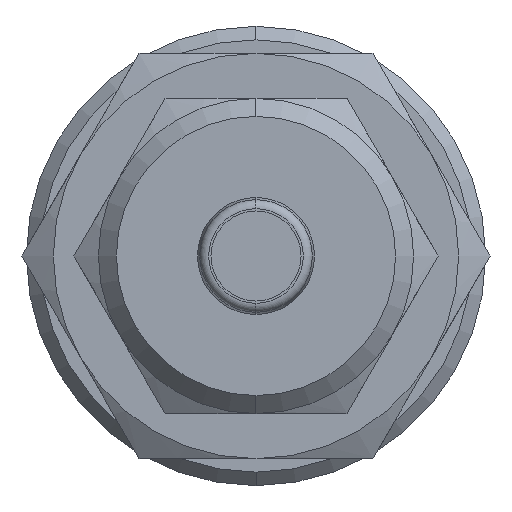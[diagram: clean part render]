
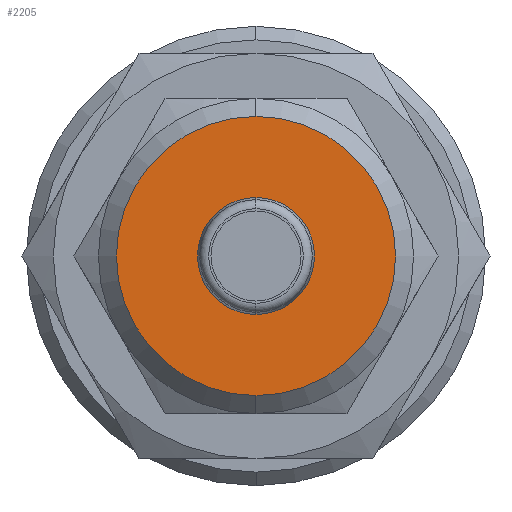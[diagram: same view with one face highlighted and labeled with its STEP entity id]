
A CAD part, front view. The second image highlights one B-rep face of the part: STEP entity #2205.
In plain terms, the highlighted planar face has unit normal (0, -1, 0).
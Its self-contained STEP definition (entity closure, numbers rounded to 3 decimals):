
#17 = CARTESIAN_POINT ( 'NONE',  ( 0., -15., 3.1 ) ) ;
#18 = CARTESIAN_POINT ( 'NONE',  ( 0., -15., -3.1 ) ) ;
#27 = CARTESIAN_POINT ( 'NONE',  ( 0., -15., 1.298 ) ) ;
#28 = CARTESIAN_POINT ( 'NONE',  ( 0., -15., -1.298 ) ) ;
#194 = PLANE ( 'NONE',  #2019 ) ;
#195 = CARTESIAN_POINT ( 'NONE',  ( -3.1, -15., 0. ) ) ;
#196 = DIRECTION ( 'NONE',  ( 0., -1., 0. ) ) ;
#197 = DIRECTION ( 'NONE',  ( 0., 0., 1. ) ) ;
#663 = EDGE_LOOP ( 'NONE', ( #1440, #1441 ) ) ;
#664 = EDGE_LOOP ( 'NONE', ( #1438, #1439 ) ) ;
#999 = CARTESIAN_POINT ( 'NONE',  ( 0., -15., 0. ) ) ;
#1000 = DIRECTION ( 'NONE',  ( 0., 1., 0. ) ) ;
#1001 = DIRECTION ( 'NONE',  ( 0., 0., -1. ) ) ;
#1225 = EDGE_CURVE ( 'NONE', #1298, #1297, #2726, .T. ) ;
#1297 = VERTEX_POINT ( 'NONE', #17 ) ;
#1298 = VERTEX_POINT ( 'NONE', #18 ) ;
#1307 = VERTEX_POINT ( 'NONE', #27 ) ;
#1308 = VERTEX_POINT ( 'NONE', #28 ) ;
#1438 = ORIENTED_EDGE ( 'NONE', *, *, #1225, .F. ) ;
#1439 = ORIENTED_EDGE ( 'NONE', *, *, #2651, .F. ) ;
#1440 = ORIENTED_EDGE ( 'NONE', *, *, #2642, .T. ) ;
#1441 = ORIENTED_EDGE ( 'NONE', *, *, #2650, .T. ) ;
#1721 = FACE_OUTER_BOUND ( 'NONE', #664, .T. ) ;
#1722 = FACE_BOUND ( 'NONE', #663, .T. ) ;
#1811 = AXIS2_PLACEMENT_3D ( 'NONE', #2504, #2505, #2506 ) ;
#1812 = AXIS2_PLACEMENT_3D ( 'NONE', #2501, #2502, #2503 ) ;
#2019 = AXIS2_PLACEMENT_3D ( 'NONE', #195, #196, #197 ) ;
#2205 = ADVANCED_FACE ( 'NONE', ( #1721, #1722 ), #194, .T. ) ;
#2479 = CARTESIAN_POINT ( 'NONE',  ( 0., -15., 0. ) ) ;
#2480 = DIRECTION ( 'NONE',  ( 0., 1., 0. ) ) ;
#2481 = DIRECTION ( 'NONE',  ( 0., 0., -1. ) ) ;
#2501 = CARTESIAN_POINT ( 'NONE',  ( 0., -15., 0. ) ) ;
#2502 = DIRECTION ( 'NONE',  ( 0., 1., 0. ) ) ;
#2503 = DIRECTION ( 'NONE',  ( 0., 0., -1. ) ) ;
#2504 = CARTESIAN_POINT ( 'NONE',  ( 0., -15., 0. ) ) ;
#2505 = DIRECTION ( 'NONE',  ( 0., 1., 0. ) ) ;
#2506 = DIRECTION ( 'NONE',  ( 0., 0., -1. ) ) ;
#2555 = CIRCLE ( 'NONE', #1811, 3.1 ) ;
#2557 = CIRCLE ( 'NONE', #1812, 1.298 ) ;
#2565 = AXIS2_PLACEMENT_3D ( 'NONE', #2479, #2480, #2481 ) ;
#2566 = CIRCLE ( 'NONE', #2565, 1.298 ) ;
#2642 = EDGE_CURVE ( 'NONE', #1307, #1308, #2566, .T. ) ;
#2650 = EDGE_CURVE ( 'NONE', #1308, #1307, #2557, .T. ) ;
#2651 = EDGE_CURVE ( 'NONE', #1297, #1298, #2555, .T. ) ;
#2723 = AXIS2_PLACEMENT_3D ( 'NONE', #999, #1000, #1001 ) ;
#2726 = CIRCLE ( 'NONE', #2723, 3.1 ) ;
